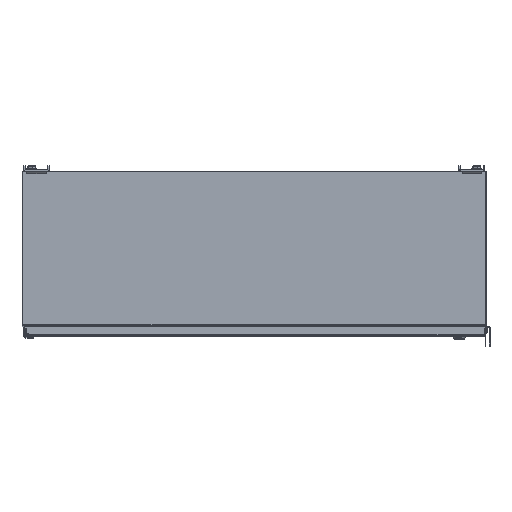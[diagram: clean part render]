
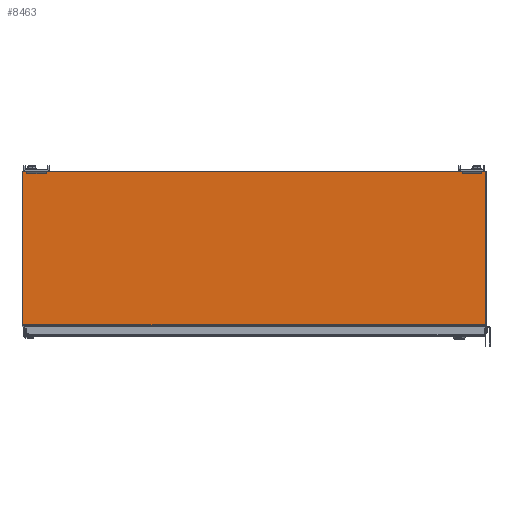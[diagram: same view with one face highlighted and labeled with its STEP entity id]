
A CAD part, top view. The second image highlights one B-rep face of the part: STEP entity #8463.
In plain terms, the highlighted planar face has unit normal (0, 0, 1).
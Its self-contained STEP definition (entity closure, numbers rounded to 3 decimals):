
#8463 = ADVANCED_FACE( '', ( #17636 ), #17637, .T. );
#17636 = FACE_OUTER_BOUND( '', #49275, .T. );
#17637 = PLANE( '', #49276 );
#49275 = EDGE_LOOP( '', ( #84344, #84345, #84346, #84347 ) );
#49276 = AXIS2_PLACEMENT_3D( '', #84348, #84349, #84350 );
#84344 = ORIENTED_EDGE( '', *, *, #102523, .T. );
#84345 = ORIENTED_EDGE( '', *, *, #99581, .T. );
#84346 = ORIENTED_EDGE( '', *, *, #99585, .T. );
#84347 = ORIENTED_EDGE( '', *, *, #102232, .T. );
#84348 = CARTESIAN_POINT( '', ( 0., 0., 0. ) );
#84349 = DIRECTION( '', ( 0., 0., 1. ) );
#84350 = DIRECTION( '', ( 1., 0., 0. ) );
#99581 = EDGE_CURVE( '', #113182, #113188, #113190, .T. );
#99585 = EDGE_CURVE( '', #113188, #113194, #113196, .T. );
#102232 = EDGE_CURVE( '', #113194, #116734, #116735, .T. );
#102523 = EDGE_CURVE( '', #116734, #113182, #117104, .T. );
#113182 = VERTEX_POINT( '', #143088 );
#113188 = VERTEX_POINT( '', #143107 );
#113190 = LINE( '', #143109, #143110 );
#113194 = VERTEX_POINT( '', #143115 );
#113196 = LINE( '', #143118, #143119 );
#116734 = VERTEX_POINT( '', #152542 );
#116735 = LINE( '', #152543, #152544 );
#117104 = LINE( '', #153822, #153823 );
#143088 = CARTESIAN_POINT( '', ( -455.676, -149.301, 0. ) );
#143107 = CARTESIAN_POINT( '', ( 455.676, -149.301, 0. ) );
#143109 = CARTESIAN_POINT( '', ( -455.676, -149.301, 0. ) );
#143110 = VECTOR( '', #160777, 1000. );
#143115 = CARTESIAN_POINT( '', ( 455.676, 151.638, 0. ) );
#143118 = CARTESIAN_POINT( '', ( 455.676, -151.638, 0. ) );
#143119 = VECTOR( '', #160780, 1000. );
#152542 = CARTESIAN_POINT( '', ( -455.676, 151.638, 0. ) );
#152543 = CARTESIAN_POINT( '', ( 455.676, 151.638, 0. ) );
#152544 = VECTOR( '', #162345, 1000. );
#153822 = CARTESIAN_POINT( '', ( -455.676, 151.638, 0. ) );
#153823 = VECTOR( '', #162441, 1000. );
#160777 = DIRECTION( '', ( 1., 0., 0. ) );
#160780 = DIRECTION( '', ( 0., 1., 0. ) );
#162345 = DIRECTION( '', ( -1., 0., 0. ) );
#162441 = DIRECTION( '', ( 0., -1., 0. ) );
